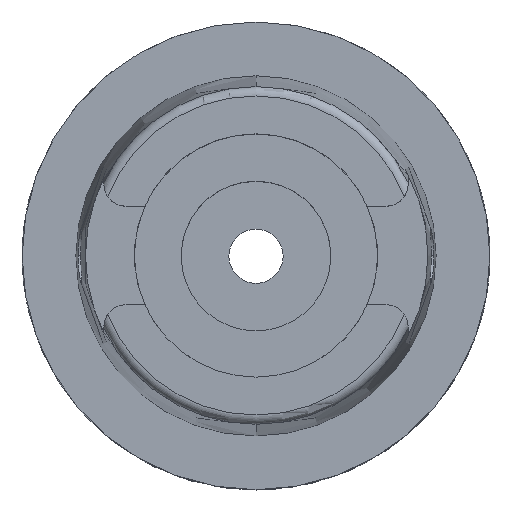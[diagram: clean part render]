
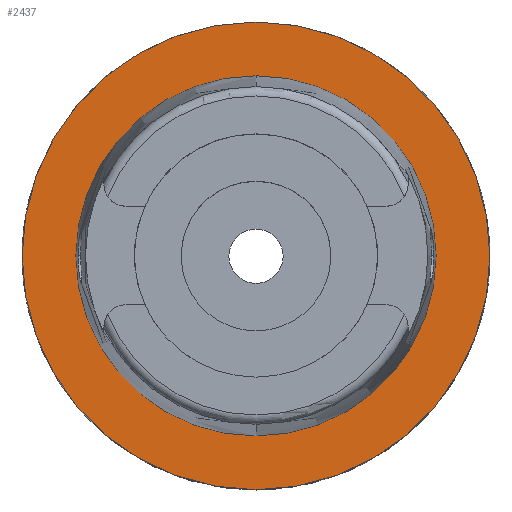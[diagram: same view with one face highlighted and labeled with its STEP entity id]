
A CAD part, top view. The second image highlights one B-rep face of the part: STEP entity #2437.
In plain terms, the highlighted planar face has unit normal (0, 0, 1).
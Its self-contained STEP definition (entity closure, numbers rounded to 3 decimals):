
#7 = VERTEX_POINT ( 'NONE', #2788 ) ;
#269 = CARTESIAN_POINT ( 'NONE',  ( 0., 0., 0. ) ) ;
#343 = DIRECTION ( 'NONE',  ( 0., -1., 0. ) ) ;
#456 = VERTEX_POINT ( 'NONE', #3353 ) ;
#608 = CARTESIAN_POINT ( 'NONE',  ( 0., 0., 0. ) ) ;
#614 = AXIS2_PLACEMENT_3D ( 'NONE', #3218, #1936, #4858 ) ;
#748 = EDGE_CURVE ( 'NONE', #456, #7, #1979, .T. ) ;
#916 = CIRCLE ( 'NONE', #1611, 19.25 ) ;
#951 = DIRECTION ( 'NONE',  ( 0., 1., 0. ) ) ;
#1370 = ORIENTED_EDGE ( 'NONE', *, *, #1477, .F. ) ;
#1477 = EDGE_CURVE ( 'NONE', #2179, #1729, #2546, .T. ) ;
#1593 = CIRCLE ( 'NONE', #4702, 25. ) ;
#1611 = AXIS2_PLACEMENT_3D ( 'NONE', #5411, #4149, #343 ) ;
#1729 = VERTEX_POINT ( 'NONE', #5451 ) ;
#1934 = DIRECTION ( 'NONE',  ( 0., 0., -1. ) ) ;
#1936 = DIRECTION ( 'NONE',  ( 0., 0., -1. ) ) ;
#1979 = CIRCLE ( 'NONE', #3222, 19.25 ) ;
#2091 = EDGE_LOOP ( 'NONE', ( #2239, #2406 ) ) ;
#2179 = VERTEX_POINT ( 'NONE', #2556 ) ;
#2239 = ORIENTED_EDGE ( 'NONE', *, *, #748, .F. ) ;
#2367 = DIRECTION ( 'NONE',  ( 0., 0., 1. ) ) ;
#2406 = ORIENTED_EDGE ( 'NONE', *, *, #2533, .F. ) ;
#2437 = ADVANCED_FACE ( 'NONE', ( #3254, #4131 ), #4976, .T. ) ;
#2533 = EDGE_CURVE ( 'NONE', #7, #456, #916, .T. ) ;
#2546 = CIRCLE ( 'NONE', #614, 25. ) ;
#2556 = CARTESIAN_POINT ( 'NONE',  ( 0., -25., 0. ) ) ;
#2788 = CARTESIAN_POINT ( 'NONE',  ( 0., -19.25, 0. ) ) ;
#2954 = CARTESIAN_POINT ( 'NONE',  ( 0., 0., 0. ) ) ;
#3218 = CARTESIAN_POINT ( 'NONE',  ( 0., 0., 0. ) ) ;
#3222 = AXIS2_PLACEMENT_3D ( 'NONE', #2954, #5179, #951 ) ;
#3254 = FACE_OUTER_BOUND ( 'NONE', #3871, .T. ) ;
#3353 = CARTESIAN_POINT ( 'NONE',  ( 0., 19.25, 0. ) ) ;
#3543 = DIRECTION ( 'NONE',  ( 0., 1., 0. ) ) ;
#3678 = DIRECTION ( 'NONE',  ( 1., 0., 0. ) ) ;
#3871 = EDGE_LOOP ( 'NONE', ( #5009, #1370 ) ) ;
#3929 = AXIS2_PLACEMENT_3D ( 'NONE', #269, #2367, #3678 ) ;
#4131 = FACE_BOUND ( 'NONE', #2091, .T. ) ;
#4149 = DIRECTION ( 'NONE',  ( 0., 0., 1. ) ) ;
#4702 = AXIS2_PLACEMENT_3D ( 'NONE', #608, #1934, #3543 ) ;
#4858 = DIRECTION ( 'NONE',  ( 0., -1., 0. ) ) ;
#4860 = EDGE_CURVE ( 'NONE', #1729, #2179, #1593, .T. ) ;
#4976 = PLANE ( 'NONE',  #3929 ) ;
#5009 = ORIENTED_EDGE ( 'NONE', *, *, #4860, .F. ) ;
#5179 = DIRECTION ( 'NONE',  ( 0., 0., 1. ) ) ;
#5411 = CARTESIAN_POINT ( 'NONE',  ( 0., 0., 0. ) ) ;
#5451 = CARTESIAN_POINT ( 'NONE',  ( 0., 25., 0. ) ) ;
